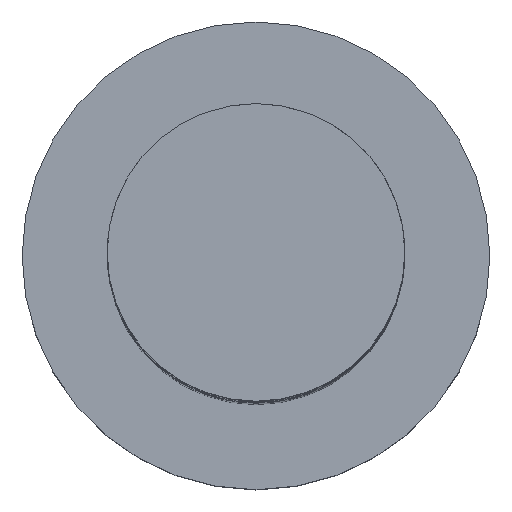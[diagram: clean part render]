
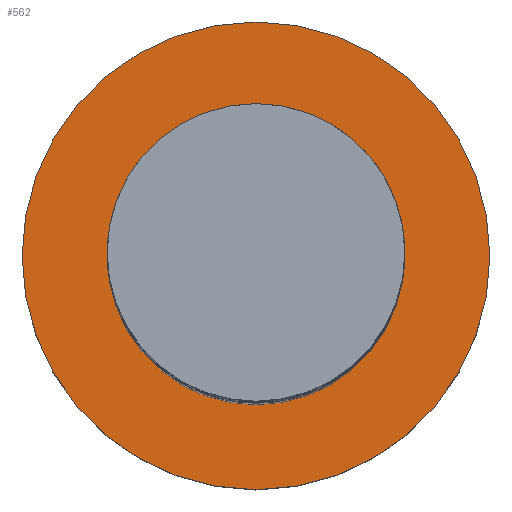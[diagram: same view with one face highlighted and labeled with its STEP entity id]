
A CAD part, top view. The second image highlights one B-rep face of the part: STEP entity #562.
In plain terms, the highlighted planar face has unit normal (0, 0, 1).
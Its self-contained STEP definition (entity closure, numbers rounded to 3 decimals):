
#30 = DIRECTION ( 'NONE',  ( 0., 0., 1. ) ) ;
#50 = EDGE_CURVE ( 'NONE', #386, #1272, #238, .T. ) ;
#152 = DIRECTION ( 'NONE',  ( 1., 0., 0. ) ) ;
#155 = AXIS2_PLACEMENT_3D ( 'NONE', #617, #30, #1276 ) ;
#171 = CARTESIAN_POINT ( 'NONE',  ( 7., 0., 7. ) ) ;
#193 = DIRECTION ( 'NONE',  ( 0., 0., 1. ) ) ;
#222 = CIRCLE ( 'NONE', #588, 11. ) ;
#236 = EDGE_LOOP ( 'NONE', ( #1078, #253 ) ) ;
#238 = CIRCLE ( 'NONE', #802, 11. ) ;
#247 = ORIENTED_EDGE ( 'NONE', *, *, #1465, .F. ) ;
#253 = ORIENTED_EDGE ( 'NONE', *, *, #50, .T. ) ;
#383 = DIRECTION ( 'NONE',  ( 1., 0., 0. ) ) ;
#386 = VERTEX_POINT ( 'NONE', #472 ) ;
#394 = CARTESIAN_POINT ( 'NONE',  ( 0., 0., 7. ) ) ;
#417 = DIRECTION ( 'NONE',  ( 1., 0., 0. ) ) ;
#472 = CARTESIAN_POINT ( 'NONE',  ( 11., 0., 7. ) ) ;
#482 = DIRECTION ( 'NONE',  ( 1., 0., 0. ) ) ;
#506 = FACE_BOUND ( 'NONE', #1304, .T. ) ;
#545 = CARTESIAN_POINT ( 'NONE',  ( 0., 0., 7. ) ) ;
#562 = ADVANCED_FACE ( 'NONE', ( #506, #1192 ), #1066, .T. ) ;
#588 = AXIS2_PLACEMENT_3D ( 'NONE', #599, #1406, #383 ) ;
#599 = CARTESIAN_POINT ( 'NONE',  ( 0., 0., 7. ) ) ;
#617 = CARTESIAN_POINT ( 'NONE',  ( 0., 0., 7. ) ) ;
#640 = AXIS2_PLACEMENT_3D ( 'NONE', #720, #1049, #482 ) ;
#643 = ORIENTED_EDGE ( 'NONE', *, *, #870, .F. ) ;
#689 = CARTESIAN_POINT ( 'NONE',  ( -7., 0., 7. ) ) ;
#720 = CARTESIAN_POINT ( 'NONE',  ( 0., 0., 7. ) ) ;
#726 = VERTEX_POINT ( 'NONE', #689 ) ;
#802 = AXIS2_PLACEMENT_3D ( 'NONE', #545, #193, #417 ) ;
#834 = AXIS2_PLACEMENT_3D ( 'NONE', #394, #1383, #152 ) ;
#870 = EDGE_CURVE ( 'NONE', #1043, #726, #1487, .T. ) ;
#975 = EDGE_CURVE ( 'NONE', #1272, #386, #222, .T. ) ;
#980 = CIRCLE ( 'NONE', #155, 7. ) ;
#1043 = VERTEX_POINT ( 'NONE', #171 ) ;
#1049 = DIRECTION ( 'NONE',  ( 0., 0., 1. ) ) ;
#1066 = PLANE ( 'NONE',  #834 ) ;
#1078 = ORIENTED_EDGE ( 'NONE', *, *, #975, .T. ) ;
#1114 = CARTESIAN_POINT ( 'NONE',  ( -11., 0., 7. ) ) ;
#1192 = FACE_OUTER_BOUND ( 'NONE', #236, .T. ) ;
#1272 = VERTEX_POINT ( 'NONE', #1114 ) ;
#1276 = DIRECTION ( 'NONE',  ( 1., 0., 0. ) ) ;
#1304 = EDGE_LOOP ( 'NONE', ( #247, #643 ) ) ;
#1383 = DIRECTION ( 'NONE',  ( 0., 0., 1. ) ) ;
#1406 = DIRECTION ( 'NONE',  ( 0., 0., 1. ) ) ;
#1465 = EDGE_CURVE ( 'NONE', #726, #1043, #980, .T. ) ;
#1487 = CIRCLE ( 'NONE', #640, 7. ) ;
